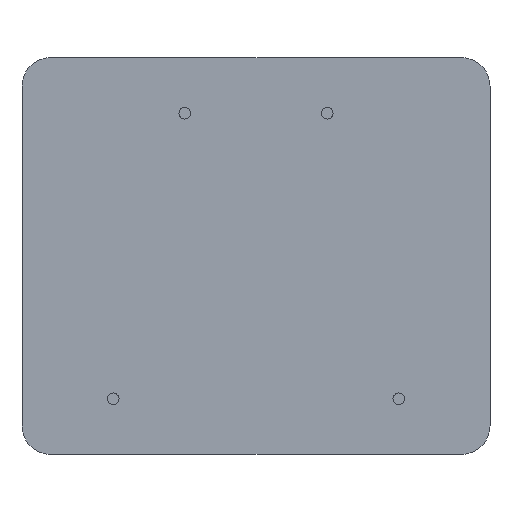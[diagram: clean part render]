
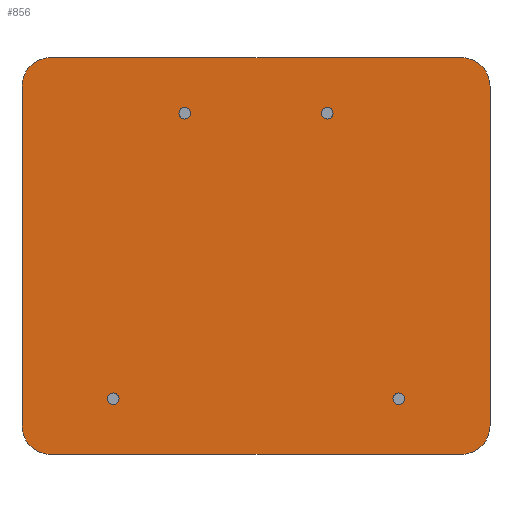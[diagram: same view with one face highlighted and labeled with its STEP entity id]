
A CAD part, front view. The second image highlights one B-rep face of the part: STEP entity #856.
In plain terms, the highlighted planar face has unit normal (0, -1, 0).
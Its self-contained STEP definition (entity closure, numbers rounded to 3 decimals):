
#2 = CIRCLE ( 'NONE', #629, 0.4 ) ;
#24 = CARTESIAN_POINT ( 'NONE',  ( 30.8, 0., -27.8 ) ) ;
#42 = VERTEX_POINT ( 'NONE', #24 ) ;
#66 = ORIENTED_EDGE ( 'NONE', *, *, #661, .F. ) ;
#69 = EDGE_CURVE ( 'NONE', #575, #1250, #907, .T. ) ;
#80 = ORIENTED_EDGE ( 'NONE', *, *, #617, .F. ) ;
#84 = CARTESIAN_POINT ( 'NONE',  ( 30.8, 0., -2. ) ) ;
#103 = DIRECTION ( 'NONE',  ( 0., 0., 1. ) ) ;
#110 = ORIENTED_EDGE ( 'NONE', *, *, #759, .F. ) ;
#118 = DIRECTION ( 'NONE',  ( 0., 0., -1. ) ) ;
#120 = CARTESIAN_POINT ( 'NONE',  ( 2., 0., -25.8 ) ) ;
#122 = CARTESIAN_POINT ( 'NONE',  ( 2., 0., 0. ) ) ;
#126 = CARTESIAN_POINT ( 'NONE',  ( 32.8, 0., -25.8 ) ) ;
#127 = DIRECTION ( 'NONE',  ( 0., -1., 0. ) ) ;
#136 = PLANE ( 'NONE',  #423 ) ;
#143 = ORIENTED_EDGE ( 'NONE', *, *, #950, .F. ) ;
#145 = FACE_BOUND ( 'NONE', #758, .T. ) ;
#156 = AXIS2_PLACEMENT_3D ( 'NONE', #120, #127, #633 ) ;
#158 = DIRECTION ( 'NONE',  ( 0., 0., -1. ) ) ;
#169 = ORIENTED_EDGE ( 'NONE', *, *, #523, .F. ) ;
#177 = VECTOR ( 'NONE', #158, 1000. ) ;
#186 = VERTEX_POINT ( 'NONE', #126 ) ;
#199 = CIRCLE ( 'NONE', #947, 0.4 ) ;
#218 = EDGE_LOOP ( 'NONE', ( #110, #559 ) ) ;
#225 = CARTESIAN_POINT ( 'NONE',  ( 0., 0., -25.8 ) ) ;
#242 = VECTOR ( 'NONE', #885, 1000. ) ;
#251 = CARTESIAN_POINT ( 'NONE',  ( 0., 0., -2. ) ) ;
#254 = ORIENTED_EDGE ( 'NONE', *, *, #659, .F. ) ;
#259 = DIRECTION ( 'NONE',  ( 0., 0., -1. ) ) ;
#280 = AXIS2_PLACEMENT_3D ( 'NONE', #601, #394, #259 ) ;
#297 = CARTESIAN_POINT ( 'NONE',  ( 26.4, 0., -23.5 ) ) ;
#312 = VECTOR ( 'NONE', #1160, 1000. ) ;
#313 = EDGE_CURVE ( 'NONE', #901, #534, #860, .T. ) ;
#317 = VERTEX_POINT ( 'NONE', #973 ) ;
#328 = ORIENTED_EDGE ( 'NONE', *, *, #620, .T. ) ;
#331 = CARTESIAN_POINT ( 'NONE',  ( 30.8, 0., -25.8 ) ) ;
#332 = CIRCLE ( 'NONE', #1016, 0.4 ) ;
#343 = FACE_BOUND ( 'NONE', #863, .T. ) ;
#366 = EDGE_LOOP ( 'NONE', ( #908, #728 ) ) ;
#385 = CARTESIAN_POINT ( 'NONE',  ( 26.4, 0., -23.9 ) ) ;
#394 = DIRECTION ( 'NONE',  ( 0., -1., 0. ) ) ;
#396 = VERTEX_POINT ( 'NONE', #1212 ) ;
#400 = DIRECTION ( 'NONE',  ( 0., -1., 0. ) ) ;
#423 = AXIS2_PLACEMENT_3D ( 'NONE', #438, #1050, #542 ) ;
#438 = CARTESIAN_POINT ( 'NONE',  ( 0., 0., 0. ) ) ;
#442 = AXIS2_PLACEMENT_3D ( 'NONE', #84, #1097, #892 ) ;
#443 = CARTESIAN_POINT ( 'NONE',  ( 21.4, 0., -3.9 ) ) ;
#452 = DIRECTION ( 'NONE',  ( 0., -1., 0. ) ) ;
#460 = EDGE_CURVE ( 'NONE', #396, #1042, #1180, .T. ) ;
#465 = CARTESIAN_POINT ( 'NONE',  ( 21.4, 0., -4.3 ) ) ;
#467 = VERTEX_POINT ( 'NONE', #772 ) ;
#476 = CARTESIAN_POINT ( 'NONE',  ( 32.8, 0., 0. ) ) ;
#482 = EDGE_CURVE ( 'NONE', #42, #186, #525, .T. ) ;
#495 = CARTESIAN_POINT ( 'NONE',  ( 26.4, 0., -24.3 ) ) ;
#502 = ORIENTED_EDGE ( 'NONE', *, *, #482, .T. ) ;
#509 = CARTESIAN_POINT ( 'NONE',  ( 11.4, 0., -3.9 ) ) ;
#511 = ORIENTED_EDGE ( 'NONE', *, *, #535, .F. ) ;
#520 = EDGE_CURVE ( 'NONE', #1250, #575, #2, .T. ) ;
#523 = EDGE_CURVE ( 'NONE', #42, #1064, #751, .T. ) ;
#525 = CIRCLE ( 'NONE', #648, 2. ) ;
#534 = VERTEX_POINT ( 'NONE', #251 ) ;
#535 = EDGE_CURVE ( 'NONE', #901, #467, #763, .T. ) ;
#536 = DIRECTION ( 'NONE',  ( 0., -1., 0. ) ) ;
#542 = DIRECTION ( 'NONE',  ( 0., 0., -1. ) ) ;
#558 = ORIENTED_EDGE ( 'NONE', *, *, #1075, .F. ) ;
#559 = ORIENTED_EDGE ( 'NONE', *, *, #703, .F. ) ;
#560 = FACE_BOUND ( 'NONE', #218, .T. ) ;
#572 = DIRECTION ( 'NONE',  ( 0., -1., 0. ) ) ;
#575 = VERTEX_POINT ( 'NONE', #465 ) ;
#601 = CARTESIAN_POINT ( 'NONE',  ( 2., 0., -2. ) ) ;
#614 = AXIS2_PLACEMENT_3D ( 'NONE', #953, #536, #938 ) ;
#617 = EDGE_CURVE ( 'NONE', #1031, #695, #332, .T. ) ;
#620 = EDGE_CURVE ( 'NONE', #317, #467, #1014, .T. ) ;
#626 = VERTEX_POINT ( 'NONE', #802 ) ;
#629 = AXIS2_PLACEMENT_3D ( 'NONE', #443, #849, #1269 ) ;
#633 = DIRECTION ( 'NONE',  ( 0., 0., -1. ) ) ;
#648 = AXIS2_PLACEMENT_3D ( 'NONE', #331, #940, #1263 ) ;
#659 = EDGE_CURVE ( 'NONE', #317, #186, #667, .T. ) ;
#661 = EDGE_CURVE ( 'NONE', #695, #1031, #926, .T. ) ;
#665 = AXIS2_PLACEMENT_3D ( 'NONE', #1149, #452, #118 ) ;
#667 = LINE ( 'NONE', #476, #177 ) ;
#675 = LINE ( 'NONE', #972, #242 ) ;
#686 = VERTEX_POINT ( 'NONE', #810 ) ;
#695 = VERTEX_POINT ( 'NONE', #297 ) ;
#696 = AXIS2_PLACEMENT_3D ( 'NONE', #385, #572, #1195 ) ;
#699 = DIRECTION ( 'NONE',  ( 0., -1., 0. ) ) ;
#703 = EDGE_CURVE ( 'NONE', #686, #626, #199, .T. ) ;
#717 = AXIS2_PLACEMENT_3D ( 'NONE', #509, #699, #1116 ) ;
#728 = ORIENTED_EDGE ( 'NONE', *, *, #69, .F. ) ;
#751 = LINE ( 'NONE', #755, #312 ) ;
#755 = CARTESIAN_POINT ( 'NONE',  ( 0., 0., -27.8 ) ) ;
#758 = EDGE_LOOP ( 'NONE', ( #66, #80 ) ) ;
#759 = EDGE_CURVE ( 'NONE', #626, #686, #1103, .T. ) ;
#763 = LINE ( 'NONE', #1045, #1058 ) ;
#772 = CARTESIAN_POINT ( 'NONE',  ( 30.8, 0., 0. ) ) ;
#802 = CARTESIAN_POINT ( 'NONE',  ( 11.4, 0., -3.5 ) ) ;
#810 = CARTESIAN_POINT ( 'NONE',  ( 11.4, 0., -4.3 ) ) ;
#834 = CARTESIAN_POINT ( 'NONE',  ( 21.4, 0., -3.9 ) ) ;
#840 = FACE_BOUND ( 'NONE', #366, .T. ) ;
#849 = DIRECTION ( 'NONE',  ( 0., -1., 0. ) ) ;
#856 = ADVANCED_FACE ( 'NONE', ( #840, #145, #560, #343, #1154 ), #136, .T. ) ;
#860 = CIRCLE ( 'NONE', #280, 2. ) ;
#863 = EDGE_LOOP ( 'NONE', ( #143, #1096 ) ) ;
#885 = DIRECTION ( 'NONE',  ( 0., 0., 1. ) ) ;
#892 = DIRECTION ( 'NONE',  ( 0., 0., -1. ) ) ;
#901 = VERTEX_POINT ( 'NONE', #122 ) ;
#907 = CIRCLE ( 'NONE', #1247, 0.4 ) ;
#908 = ORIENTED_EDGE ( 'NONE', *, *, #520, .F. ) ;
#926 = CIRCLE ( 'NONE', #696, 0.4 ) ;
#928 = CARTESIAN_POINT ( 'NONE',  ( 11.4, 0., -3.9 ) ) ;
#938 = DIRECTION ( 'NONE',  ( 0., 0., -1. ) ) ;
#940 = DIRECTION ( 'NONE',  ( 0., -1., 0. ) ) ;
#947 = AXIS2_PLACEMENT_3D ( 'NONE', #928, #400, #1133 ) ;
#950 = EDGE_CURVE ( 'NONE', #1042, #396, #1018, .T. ) ;
#953 = CARTESIAN_POINT ( 'NONE',  ( 6.4, 0., -23.9 ) ) ;
#954 = DIRECTION ( 'NONE',  ( 1., 0., 0. ) ) ;
#964 = ORIENTED_EDGE ( 'NONE', *, *, #313, .T. ) ;
#971 = DIRECTION ( 'NONE',  ( 0., 0., 1. ) ) ;
#972 = CARTESIAN_POINT ( 'NONE',  ( 0., 0., 0. ) ) ;
#973 = CARTESIAN_POINT ( 'NONE',  ( 32.8, 0., -2. ) ) ;
#985 = CARTESIAN_POINT ( 'NONE',  ( 21.4, 0., -3.5 ) ) ;
#995 = DIRECTION ( 'NONE',  ( 0., -1., 0. ) ) ;
#1005 = EDGE_LOOP ( 'NONE', ( #169, #502, #254, #328, #511, #964, #558, #1213 ) ) ;
#1014 = CIRCLE ( 'NONE', #442, 2. ) ;
#1016 = AXIS2_PLACEMENT_3D ( 'NONE', #1277, #995, #971 ) ;
#1018 = CIRCLE ( 'NONE', #614, 0.4 ) ;
#1031 = VERTEX_POINT ( 'NONE', #495 ) ;
#1033 = CIRCLE ( 'NONE', #156, 2. ) ;
#1042 = VERTEX_POINT ( 'NONE', #1298 ) ;
#1045 = CARTESIAN_POINT ( 'NONE',  ( 0., 0., 0. ) ) ;
#1047 = CARTESIAN_POINT ( 'NONE',  ( 2., 0., -27.8 ) ) ;
#1050 = DIRECTION ( 'NONE',  ( 0., -1., 0. ) ) ;
#1058 = VECTOR ( 'NONE', #954, 1000. ) ;
#1064 = VERTEX_POINT ( 'NONE', #1047 ) ;
#1075 = EDGE_CURVE ( 'NONE', #1139, #534, #675, .T. ) ;
#1096 = ORIENTED_EDGE ( 'NONE', *, *, #460, .F. ) ;
#1097 = DIRECTION ( 'NONE',  ( 0., -1., 0. ) ) ;
#1103 = CIRCLE ( 'NONE', #717, 0.4 ) ;
#1116 = DIRECTION ( 'NONE',  ( 0., 0., -1. ) ) ;
#1119 = EDGE_CURVE ( 'NONE', #1139, #1064, #1033, .T. ) ;
#1133 = DIRECTION ( 'NONE',  ( 0., 0., -1. ) ) ;
#1139 = VERTEX_POINT ( 'NONE', #225 ) ;
#1149 = CARTESIAN_POINT ( 'NONE',  ( 6.4, 0., -23.9 ) ) ;
#1154 = FACE_OUTER_BOUND ( 'NONE', #1005, .T. ) ;
#1160 = DIRECTION ( 'NONE',  ( -1., 0., 0. ) ) ;
#1180 = CIRCLE ( 'NONE', #665, 0.4 ) ;
#1195 = DIRECTION ( 'NONE',  ( 0., 0., 1. ) ) ;
#1212 = CARTESIAN_POINT ( 'NONE',  ( 6.4, 0., -24.3 ) ) ;
#1213 = ORIENTED_EDGE ( 'NONE', *, *, #1119, .T. ) ;
#1227 = DIRECTION ( 'NONE',  ( 0., -1., 0. ) ) ;
#1247 = AXIS2_PLACEMENT_3D ( 'NONE', #834, #1227, #103 ) ;
#1250 = VERTEX_POINT ( 'NONE', #985 ) ;
#1263 = DIRECTION ( 'NONE',  ( 0., 0., -1. ) ) ;
#1269 = DIRECTION ( 'NONE',  ( 0., 0., 1. ) ) ;
#1277 = CARTESIAN_POINT ( 'NONE',  ( 26.4, 0., -23.9 ) ) ;
#1298 = CARTESIAN_POINT ( 'NONE',  ( 6.4, 0., -23.5 ) ) ;
